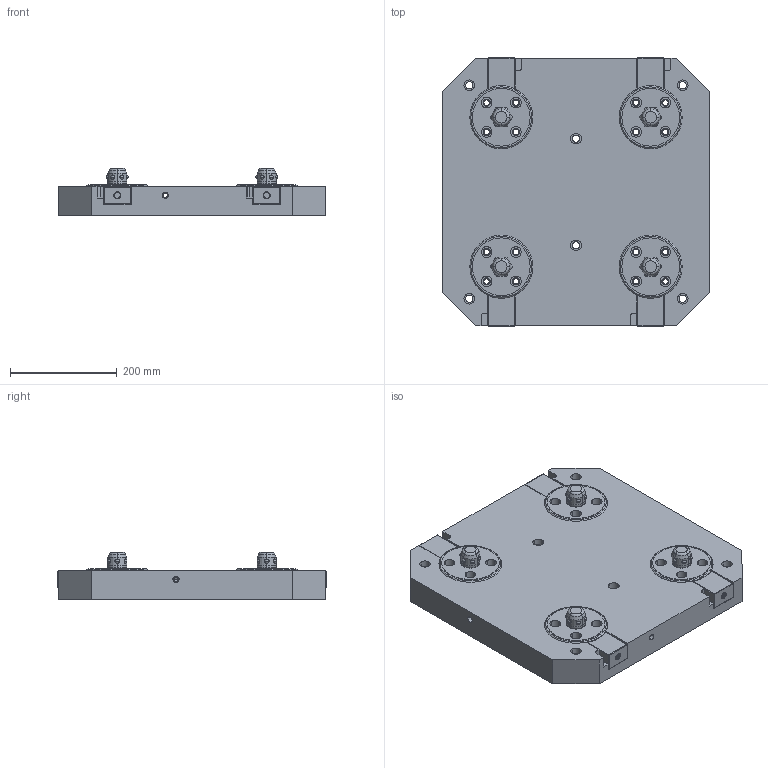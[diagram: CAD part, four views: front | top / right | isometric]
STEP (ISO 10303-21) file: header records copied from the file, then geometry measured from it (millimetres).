
FILE_DESCRIPTION((''),'2;1');
FILE_NAME('EH1990136.stp','2003-08-28T13:46:25',('Grof'),(''),'Autodesk Inventor (tm) 4.0','Autodesk Inventor (tm) 4.0','');
FILE_SCHEMA(('AUTOMOTIVE_DESIGN_CC2 { 1 2 10303 214 -1 1 5 4 }'));
Length unit declared in the file: inch
Products named in the file (14): EH1990136; PRODUCT_NAME_2; PRODUCT_NAME_3; PRODUCT_NAME_4; PRODUCT_NAME_5; PRODUCT_NAME_6; PRODUCT_NAME_7; PRODUCT_NAME_8; PRODUCT_NAME_9; PRODUCT_NAME_10; PRODUCT_NAME_11; PRODUCT_NAME_12; PRODUCT_NAME_13; PRODUCT_NAME_14
Assembly tree (13 placements, depth 2):
  EH1990136
    PRODUCT_NAME_2
    PRODUCT_NAME_3
    PRODUCT_NAME_4
    PRODUCT_NAME_5
    PRODUCT_NAME_6
    PRODUCT_NAME_7
    PRODUCT_NAME_8
    PRODUCT_NAME_9
    PRODUCT_NAME_10
    PRODUCT_NAME_11
    PRODUCT_NAME_12
    PRODUCT_NAME_13
    PRODUCT_NAME_14
Bounding box: 502 x 504 x 88.5 mm (x, y, z)
Volume: 13509308.1 mm3; surface area: 1012435.5 mm2
Topology: 13 solids, 13 shells, 5300 faces, 11111 edges, 5848 vertices
Faces by surface type: cone 1884, torus 1824, cylinder 1310, plane 234, sphere 48
Entity records: 141720 total; most frequent: DIRECTION 28909, CARTESIAN_POINT 24606, ORIENTED_EDGE 22126, AXIS2_PLACEMENT_3D 12631, EDGE_CURVE 11063, CIRCLE 7284, VERTEX_POINT 5832, EDGE_LOOP 5447
